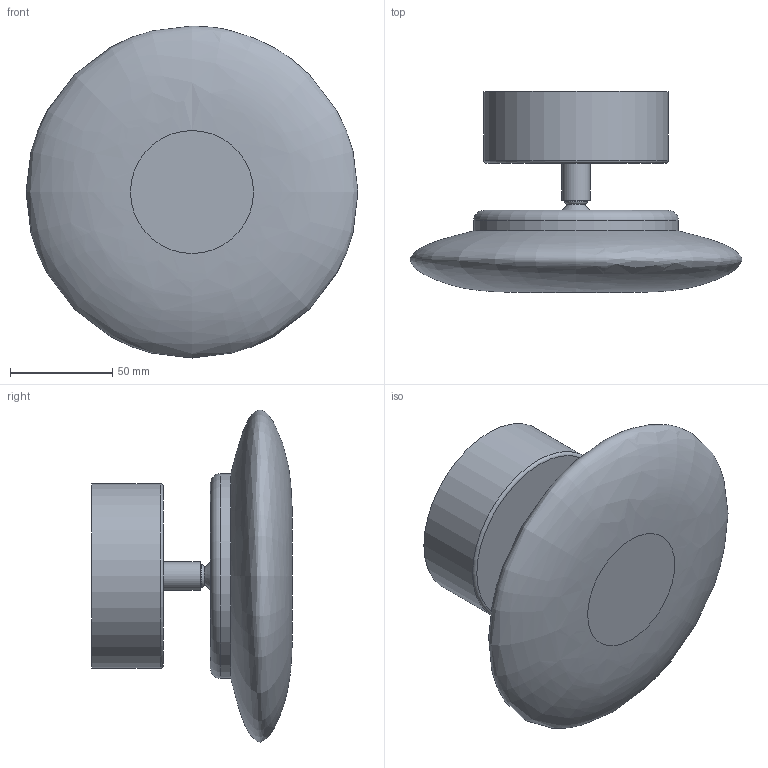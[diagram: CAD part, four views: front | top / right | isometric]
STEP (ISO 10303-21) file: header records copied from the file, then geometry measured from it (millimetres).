
FILE_DESCRIPTION(/* description */ (''),/* implementation_level */ '2;1');
FILE_NAME(/* name */ 'Lunaris W0424 v1.step',/* time_stamp */ '2025-08-13T13:22:39+02:00',/* author */ (''),/* organization */ (''),/* preprocessor_version */ 'ST-DEVELOPER v20.1',/* originating_system */ 'Autodesk Translation Framework v14.10.0.0',/* authorisation */ '');
FILE_SCHEMA (('AUTOMOTIVE_DESIGN { 1 0 10303 214 3 1 1 }'));
Length unit declared in the file: millimetre
Products named in the file (1): Lunaris W0424
Bounding box: 161.94 x 98 x 161.97 mm (x, y, z)
Volume: 538100.1 mm3; surface area: 123999.5 mm2
Topology: 8 solids, 9 shells, 36 faces, 46 edges, 30 vertices
Faces by surface type: plane 20, cylinder 10, torus 3, bspline 2, cone 1
Full cylindrical faces by diameter (mm): 11 x1, 13.99 x1, 38 x1, 40 x1, 60 x2, 86 x1, 90 x1, 100 x2
Entity records: 1303 total; most frequent: CARTESIAN_POINT 659, DIRECTION 147, ORIENTED_EDGE 92, AXIS2_PLACEMENT_3D 68, EDGE_CURVE 46, EDGE_LOOP 38, FACE_OUTER_BOUND 36, ADVANCED_FACE 36
